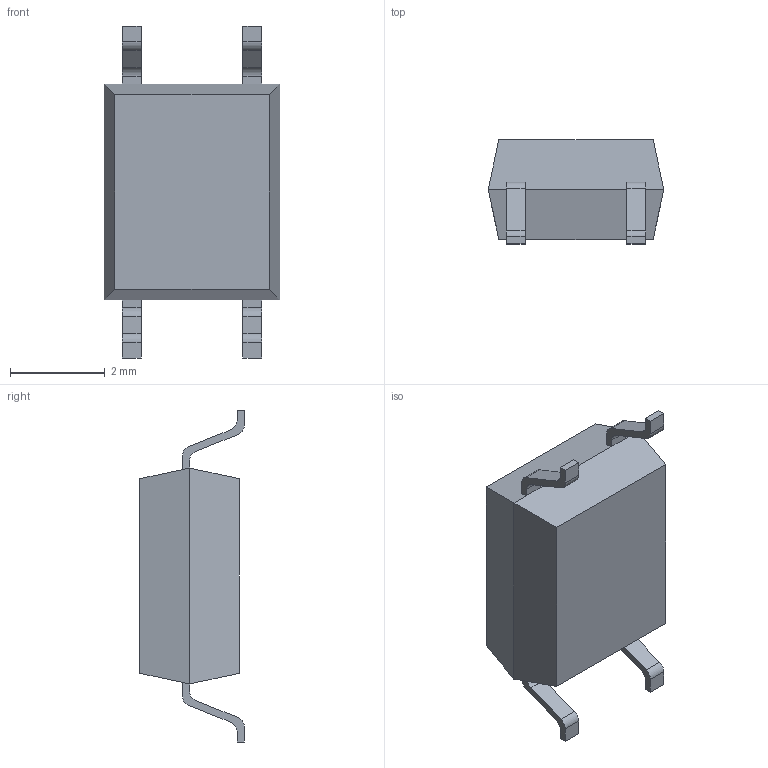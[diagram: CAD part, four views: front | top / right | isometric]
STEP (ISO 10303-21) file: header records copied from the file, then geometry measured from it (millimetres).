
FILE_DESCRIPTION(('CAx-IF Rec.Pracs.---Model Styling and Organization---1.5---2016-08-15','CAx-IF Rec.Pracs.---Geometric and Assembly Validation Properties---4.4---2016-08-17','CAx-IF Rec.Pracs.---User Defined Attributes---1.5---2016-08-15','CAx-IF Rec.Pracs.---External References---2.1---2005-01-19'),'2;1');
FILE_NAME('553270.step','2025-06-06T19:48:57',('Unspecified'),('Unspecified'),'CAD Exchanger 3.10.2 (cadexchanger.com)','Unspecified','');
FILE_SCHEMA(('AUTOMOTIVE_DESIGN { 1 0 10303 214 1 1 1 1 }'));
Length unit declared in the file: millimetre
Products named in the file (1): TLP182(E(T
Bounding box: 3.7 x 2.2 x 7 mm (x, y, z)
Volume: 32.1 mm3; surface area: 69.2 mm2
Topology: 1 solids, 1 shells, 68 faces, 180 edges, 116 vertices
Faces by surface type: plane 48, cylinder 20
Entity records: 2651 total; most frequent: CARTESIAN_POINT 365, ORIENTED_EDGE 360, DIRECTION 358, EDGE_CURVE 180, LINE 140, VECTOR 140, VERTEX_POINT 116, AXIS2_PLACEMENT_3D 109
